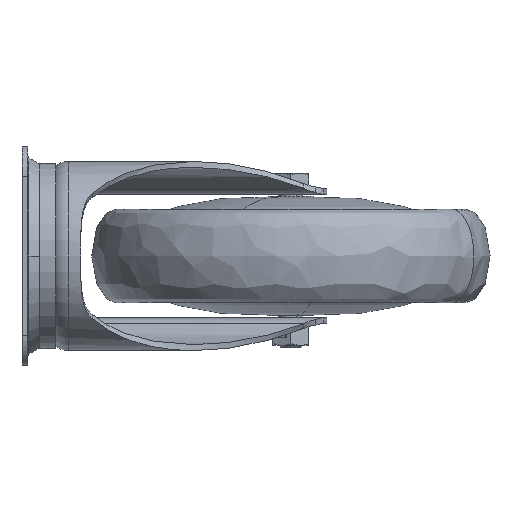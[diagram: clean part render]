
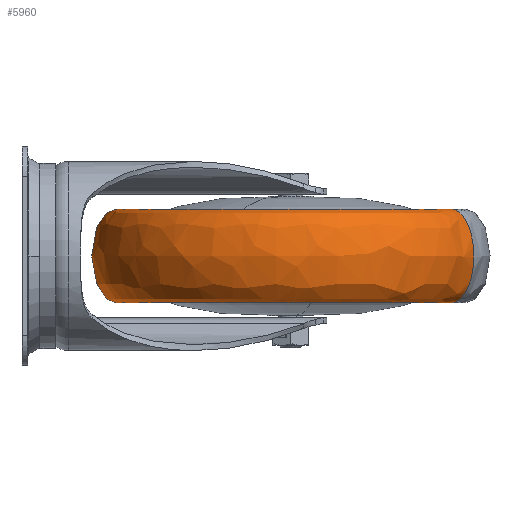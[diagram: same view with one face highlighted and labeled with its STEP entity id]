
A CAD part, left-side view. The second image highlights one B-rep face of the part: STEP entity #5960.
In plain terms, the highlighted free-form (B-spline) face has degree [3, 3] with [4, 4] control points.
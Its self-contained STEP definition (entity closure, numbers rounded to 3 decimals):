
#1493 = CARTESIAN_POINT ( 'NONE',  ( 10.526, -238.336, 4.519 ) ) ;
#1693 = EDGE_CURVE ( 'NONE', #23119, #6452, #6922, .T. ) ;
#1979 = CARTESIAN_POINT ( 'NONE',  ( 20.409, -215.373, 51.519 ) ) ;
#2224 = CARTESIAN_POINT ( 'NONE',  ( -71.155, 14.554, 4.519 ) ) ;
#2739 = CIRCLE ( 'NONE', #8427, 87.5 ) ;
#2820 = CARTESIAN_POINT ( 'NONE',  ( 10.526, -238.336, 4.519 ) ) ;
#4114 = EDGE_CURVE ( 'NONE', #14674, #6452, #26179, .T. ) ;
#5522 = CARTESIAN_POINT ( 'NONE',  ( 20.409, -215.373, 4.519 ) ) ;
#5960 = ADVANCED_FACE ( 'NONE', ( #17928 ), #24550, .T. ) ;
#6452 = VERTEX_POINT ( 'NONE', #17088 ) ;
#6922 =( BOUNDED_CURVE ( )  B_SPLINE_CURVE ( 3, ( #26274, #15862, #15718, #17463 ),
 .UNSPECIFIED., .F., .F. ) 
 B_SPLINE_CURVE_WITH_KNOTS ( ( 4, 4 ),
 ( 0., 1. ),
 .UNSPECIFIED. ) 
 CURVE ( )  GEOMETRIC_REPRESENTATION_ITEM ( )  RATIONAL_B_SPLINE_CURVE ( ( 1., 0.333, 0.333, 1. ) ) 
 REPRESENTATION_ITEM ( '' )  );
#7402 = CARTESIAN_POINT ( 'NONE',  ( -196.146, -149.389, 51.519 ) ) ;
#7744 = EDGE_CURVE ( 'NONE', #25023, #23119, #2739, .T. ) ;
#8427 = AXIS2_PLACEMENT_3D ( 'NONE', #12043, #21281, #19243 ) ;
#8559 = ORIENTED_EDGE ( 'NONE', *, *, #7744, .F. ) ;
#8666 = DIRECTION ( 'NONE',  ( 0., 0., -1. ) ) ;
#9160 = CARTESIAN_POINT ( 'NONE',  ( -140.336, -146.191, 4.519 ) ) ;
#10441 = CARTESIAN_POINT ( 'NONE',  ( 55., -135., 51.519 ) ) ;
#11204 = CARTESIAN_POINT ( 'NONE',  ( 89.591, -54.627, 51.519 ) ) ;
#11450 = CARTESIAN_POINT ( 'NONE',  ( 20.409, -215.373, 4.519 ) ) ;
#11788 = CARTESIAN_POINT ( 'NONE',  ( -196.146, -149.389, 4.519 ) ) ;
#11951 = ORIENTED_EDGE ( 'NONE', *, *, #20447, .T. ) ;
#12043 = CARTESIAN_POINT ( 'NONE',  ( 55., -135., 4.519 ) ) ;
#12385 = CARTESIAN_POINT ( 'NONE',  ( 20.409, -215.373, 51.519 ) ) ;
#12753 =( BOUNDED_CURVE ( )  B_SPLINE_CURVE ( 3, ( #5522, #1493, #26128, #12385 ),
 .UNSPECIFIED., .F., .F. ) 
 B_SPLINE_CURVE_WITH_KNOTS ( ( 4, 4 ),
 ( 0., 1. ),
 .UNSPECIFIED. ) 
 CURVE ( )  GEOMETRIC_REPRESENTATION_ITEM ( )  RATIONAL_B_SPLINE_CURVE ( ( 1., 0.333, 0.333, 1. ) ) 
 REPRESENTATION_ITEM ( '' )  );
#13837 = CARTESIAN_POINT ( 'NONE',  ( -71.155, 14.554, 51.519 ) ) ;
#14137 = CARTESIAN_POINT ( 'NONE',  ( -140.336, -146.191, 51.519 ) ) ;
#14674 = VERTEX_POINT ( 'NONE', #1979 ) ;
#15034 = ORIENTED_EDGE ( 'NONE', *, *, #4114, .T. ) ;
#15718 = CARTESIAN_POINT ( 'NONE',  ( 99.474, -31.664, 51.519 ) ) ;
#15862 = CARTESIAN_POINT ( 'NONE',  ( 99.474, -31.664, 4.519 ) ) ;
#16036 = CARTESIAN_POINT ( 'NONE',  ( 99.474, -31.664, 51.519 ) ) ;
#16353 = AXIS2_PLACEMENT_3D ( 'NONE', #10441, #8666, #21833 ) ;
#17088 = CARTESIAN_POINT ( 'NONE',  ( 89.591, -54.627, 51.519 ) ) ;
#17463 = CARTESIAN_POINT ( 'NONE',  ( 89.591, -54.627, 51.519 ) ) ;
#17641 = ORIENTED_EDGE ( 'NONE', *, *, #1693, .F. ) ;
#17928 = FACE_OUTER_BOUND ( 'NONE', #21696, .T. ) ;
#18502 = CARTESIAN_POINT ( 'NONE',  ( -107.199, 57.283, 4.519 ) ) ;
#19243 = DIRECTION ( 'NONE',  ( -0.919, 0.395, 0. ) ) ;
#20333 = CARTESIAN_POINT ( 'NONE',  ( 89.591, -54.627, 4.519 ) ) ;
#20447 = EDGE_CURVE ( 'NONE', #25023, #14674, #12753, .T. ) ;
#20563 = CARTESIAN_POINT ( 'NONE',  ( -107.199, 57.283, 51.519 ) ) ;
#20711 = CARTESIAN_POINT ( 'NONE',  ( 89.591, -54.627, 4.519 ) ) ;
#21281 = DIRECTION ( 'NONE',  ( 0., 0., -1. ) ) ;
#21696 = EDGE_LOOP ( 'NONE', ( #8559, #11951, #15034, #17641 ) ) ;
#21833 = DIRECTION ( 'NONE',  ( -0.919, 0.395, 0. ) ) ;
#22910 = CARTESIAN_POINT ( 'NONE',  ( 20.409, -215.373, 4.519 ) ) ;
#23119 = VERTEX_POINT ( 'NONE', #20333 ) ;
#24550 =( BOUNDED_SURFACE ( )  B_SPLINE_SURFACE ( 3, 3, ( 
 ( #22910, #9160, #2224, #20711 ),
 ( #2820, #11788, #18502, #27156 ),
 ( #26860, #7402, #20563, #16036 ),
 ( #25273, #14137, #13837, #11204 ) ),
 .UNSPECIFIED., .F., .F., .F. ) 
 B_SPLINE_SURFACE_WITH_KNOTS ( ( 4, 4 ),
 ( 4, 4 ),
 ( 0., 1. ),
 ( 0., 1. ),
 .UNSPECIFIED. ) 
 GEOMETRIC_REPRESENTATION_ITEM ( )  RATIONAL_B_SPLINE_SURFACE ( (
 ( 1., 0.333, 0.333, 1.),
 ( 0.333, 0.111, 0.111, 0.333),
 ( 0.333, 0.111, 0.111, 0.333),
 ( 1., 0.333, 0.333, 1.) ) ) 
 REPRESENTATION_ITEM ( '' )  SURFACE ( )  );
#25023 = VERTEX_POINT ( 'NONE', #11450 ) ;
#25273 = CARTESIAN_POINT ( 'NONE',  ( 20.409, -215.373, 51.519 ) ) ;
#26128 = CARTESIAN_POINT ( 'NONE',  ( 10.526, -238.336, 51.519 ) ) ;
#26179 = CIRCLE ( 'NONE', #16353, 87.5 ) ;
#26274 = CARTESIAN_POINT ( 'NONE',  ( 89.591, -54.627, 4.519 ) ) ;
#26860 = CARTESIAN_POINT ( 'NONE',  ( 10.526, -238.336, 51.519 ) ) ;
#27156 = CARTESIAN_POINT ( 'NONE',  ( 99.474, -31.664, 4.519 ) ) ;
